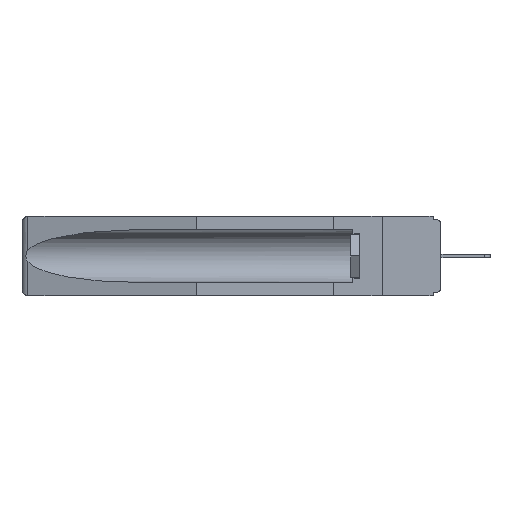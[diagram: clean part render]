
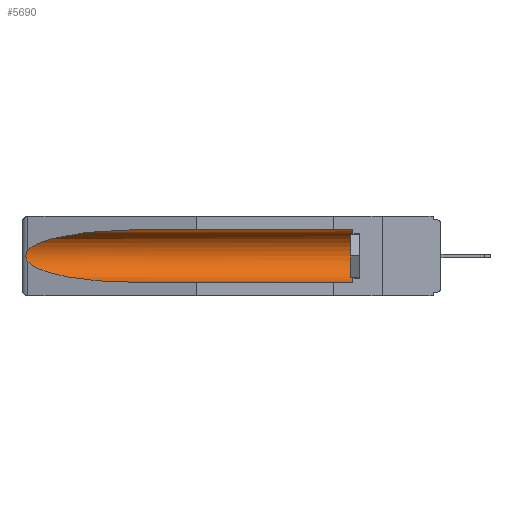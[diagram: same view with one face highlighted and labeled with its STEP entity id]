
A CAD part, left-side view. The second image highlights one B-rep face of the part: STEP entity #5690.
In plain terms, the highlighted cylindrical face has radius 2.857 mm (diameter 5.715 mm), a partial arc.
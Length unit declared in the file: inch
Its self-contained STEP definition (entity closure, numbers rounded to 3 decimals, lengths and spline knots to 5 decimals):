
#293 = ORIENTED_EDGE ( 'NONE', *, *, #13329, .T. ) ;
#374 = CARTESIAN_POINT ( 'NONE',  ( 0.155, 0.126, -0.284 ) ) ;
#615 = CARTESIAN_POINT ( 'NONE',  ( 0.2673, 1.53269, -0.17917 ) ) ;
#1426 = VERTEX_POINT ( 'NONE', #3093 ) ;
#1907 = VECTOR ( 'NONE', #8831, 39.37008 ) ;
#2149 = CARTESIAN_POINT ( 'NONE',  ( 0.155, 1.07973, -0.284 ) ) ;
#2175 = CARTESIAN_POINT ( 'NONE',  ( 0.26597, 1.5296, -0.19026 ) ) ;
#2536 = EDGE_CURVE ( 'NONE', #14014, #1426, #4026, .T. ) ;
#2943 = VERTEX_POINT ( 'NONE', #18728 ) ;
#3036 = EDGE_CURVE ( 'NONE', #6704, #1426, #14214, .T. ) ;
#3093 = CARTESIAN_POINT ( 'NONE',  ( 0.155, 1.07973, -0.284 ) ) ;
#3163 = CARTESIAN_POINT ( 'NONE',  ( 0.21114, 1.30732, -0.284 ) ) ;
#3411 = ORIENTED_EDGE ( 'NONE', *, *, #18752, .T. ) ;
#3622 = CARTESIAN_POINT ( 'NONE',  ( 0.26597, 1.52961, -0.15275 ) ) ;
#3878 = ORIENTED_EDGE ( 'NONE', *, *, #5565, .T. ) ;
#3948 = CARTESIAN_POINT ( 'NONE',  ( 0.26537, 1.52718, -0.14972 ) ) ;
#4026 =( BOUNDED_CURVE ( )  B_SPLINE_CURVE ( 3, ( #7022, #9366, #3163, #2149 ),
 .UNSPECIFIED., .F., .T. ) 
 B_SPLINE_CURVE_WITH_KNOTS ( ( 4, 4 ),
 ( 0.1948, 1.5708 ),
 .UNSPECIFIED. ) 
 CURVE ( )  GEOMETRIC_REPRESENTATION_ITEM ( )  RATIONAL_B_SPLINE_CURVE ( ( 1., 0.848, 0.848, 1. ) ) 
 REPRESENTATION_ITEM ( '' )  );
#4716 = CARTESIAN_POINT ( 'NONE',  ( 0.155, -0.30754, -0.284 ) ) ;
#5168 = VERTEX_POINT ( 'NONE', #5718 ) ;
#5565 = EDGE_CURVE ( 'NONE', #2943, #14014, #17065, .T. ) ;
#5595 = CIRCLE ( 'NONE', #14186, 0.1125 ) ;
#5690 = ADVANCED_FACE ( 'NONE', ( #14360 ), #10510, .F. ) ;
#5718 = CARTESIAN_POINT ( 'NONE',  ( 0.155, 0.126, -0.059 ) ) ;
#6704 = VERTEX_POINT ( 'NONE', #374 ) ;
#7022 = CARTESIAN_POINT ( 'NONE',  ( 0.26537, 1.52718, -0.19328 ) ) ;
#7813 = ORIENTED_EDGE ( 'NONE', *, *, #2536, .T. ) ;
#8068 = CARTESIAN_POINT ( 'NONE',  ( 0.155, 0.126, -0.1715 ) ) ;
#8099 = CARTESIAN_POINT ( 'NONE',  ( 0.2673, 1.5327, -0.16383 ) ) ;
#8273 = ORIENTED_EDGE ( 'NONE', *, *, #17746, .T. ) ;
#8401 = CARTESIAN_POINT ( 'NONE',  ( 0.155, -0.30754, -0.1715 ) ) ;
#8831 = DIRECTION ( 'NONE',  ( 0., 1., 0. ) ) ;
#8905 = CARTESIAN_POINT ( 'NONE',  ( 0.155, -0.30754, -0.059 ) ) ;
#9251 = VERTEX_POINT ( 'NONE', #15132 ) ;
#9366 = CARTESIAN_POINT ( 'NONE',  ( 0.25451, 1.48313, -0.24835 ) ) ;
#9546 = DIRECTION ( 'NONE',  ( 0., 0., 1. ) ) ;
#9568 = CARTESIAN_POINT ( 'NONE',  ( 0.2675, 1.53308, -0.17534 ) ) ;
#10209 = DIRECTION ( 'NONE',  ( 0., 1., 0. ) ) ;
#10354 = VECTOR ( 'NONE', #10209, 39.37008 ) ;
#10510 = CYLINDRICAL_SURFACE ( 'NONE', #17853, 0.1125 ) ;
#11084 = CARTESIAN_POINT ( 'NONE',  ( 0.26655, 1.53094, -0.18657 ) ) ;
#12482 = CARTESIAN_POINT ( 'NONE',  ( 0.26537, 1.52718, -0.14972 ) ) ;
#12536 = CARTESIAN_POINT ( 'NONE',  ( 0.26537, 1.52718, -0.19328 ) ) ;
#12785 = CARTESIAN_POINT ( 'NONE',  ( 0.25451, 1.48313, -0.09465 ) ) ;
#13329 = EDGE_CURVE ( 'NONE', #6704, #5168, #5595, .T. ) ;
#14014 = VERTEX_POINT ( 'NONE', #15529 ) ;
#14186 = AXIS2_PLACEMENT_3D ( 'NONE', #8068, #18246, #9546 ) ;
#14214 = LINE ( 'NONE', #4716, #10354 ) ;
#14351 = CARTESIAN_POINT ( 'NONE',  ( 0.155, 1.07973, -0.059 ) ) ;
#14360 = FACE_OUTER_BOUND ( 'NONE', #17335, .T. ) ;
#15132 = CARTESIAN_POINT ( 'NONE',  ( 0.155, 1.07973, -0.059 ) ) ;
#15529 = CARTESIAN_POINT ( 'NONE',  ( 0.26537, 1.52718, -0.19328 ) ) ;
#15620 = ORIENTED_EDGE ( 'NONE', *, *, #3036, .F. ) ;
#16666 = LINE ( 'NONE', #8905, #1907 ) ;
#16851 = CARTESIAN_POINT ( 'NONE',  ( 0.26654, 1.53092, -0.15636 ) ) ;
#17065 = B_SPLINE_CURVE_WITH_KNOTS ( 'NONE', 3,
 ( #12482, #3622, #16851, #8099, #18270, #9568, #615, #11084, #2175, #12536 ),
 .UNSPECIFIED., .F., .F.,
 ( 4, 2, 2, 2, 4 ),
 ( 0., 0.00029, 0.00058, 0.00087, 0.00117 ),
 .UNSPECIFIED. ) ;
#17170 = DIRECTION ( 'NONE',  ( 0., 0., 1. ) ) ;
#17335 = EDGE_LOOP ( 'NONE', ( #3411, #3878, #7813, #15620, #293, #8273 ) ) ;
#17746 = EDGE_CURVE ( 'NONE', #5168, #9251, #16666, .T. ) ;
#17853 = AXIS2_PLACEMENT_3D ( 'NONE', #8401, #18579, #17170 ) ;
#18246 = DIRECTION ( 'NONE',  ( 0., -1., 0. ) ) ;
#18270 = CARTESIAN_POINT ( 'NONE',  ( 0.2675, 1.53308, -0.16763 ) ) ;
#18579 = DIRECTION ( 'NONE',  ( 0., 1., 0. ) ) ;
#18696 =( BOUNDED_CURVE ( )  B_SPLINE_CURVE ( 3, ( #14351, #18719, #12785, #3948 ),
 .UNSPECIFIED., .F., .T. ) 
 B_SPLINE_CURVE_WITH_KNOTS ( ( 4, 4 ),
 ( 4.71239, 6.08839 ),
 .UNSPECIFIED. ) 
 CURVE ( )  GEOMETRIC_REPRESENTATION_ITEM ( )  RATIONAL_B_SPLINE_CURVE ( ( 1., 0.848, 0.848, 1. ) ) 
 REPRESENTATION_ITEM ( '' )  );
#18719 = CARTESIAN_POINT ( 'NONE',  ( 0.21114, 1.30732, -0.059 ) ) ;
#18728 = CARTESIAN_POINT ( 'NONE',  ( 0.26537, 1.52718, -0.14972 ) ) ;
#18752 = EDGE_CURVE ( 'NONE', #9251, #2943, #18696, .T. ) ;
